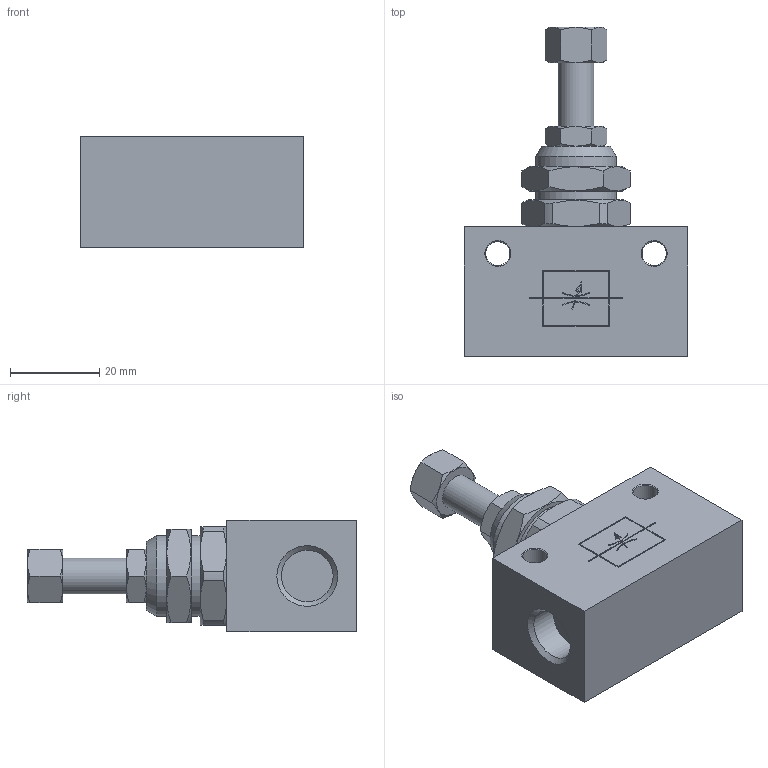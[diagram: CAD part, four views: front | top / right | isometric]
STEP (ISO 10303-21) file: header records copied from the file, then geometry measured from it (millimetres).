
FILE_DESCRIPTION(/* description */ ('STEP AP214'),/* implementation_level */ '2;1');
FILE_NAME(/* name */ 'X4110B02',/* time_stamp */ '2024-01-09T08:49:52+01:00',/* author */ ('License CC BY-ND 4.0'),/* organization */ ('CADENAS'),/* preprocessor_version */ 'ST-DEVELOPER v19.3',/* originating_system */ 'PARTsolutions',/* authorisation */ ' ');
FILE_SCHEMA (('AUTOMOTIVE_DESIGN {1 0 10303 214 3 1 1}'));
Length unit declared in the file: millimetre
Products named in the file (1): X4110B02
Bounding box: 50 x 73.8 x 25 mm (x, y, z)
Volume: 42067.2 mm3; surface area: 10596.3 mm2
Topology: 1 solids, 1 shells, 123 faces, 323 edges, 215 vertices
Faces by surface type: plane 85, cylinder 21, cone 17
Full cylindrical faces by diameter (mm): 5.4 x2, 8 x1, 11.6 x2, 18 x2
Entity records: 3654 total; most frequent: CARTESIAN_POINT 814, ORIENTED_EDGE 566, DIRECTION 542, EDGE_CURVE 283, VERTEX_POINT 199, AXIS2_PLACEMENT_3D 183, LINE 176, VECTOR 176
